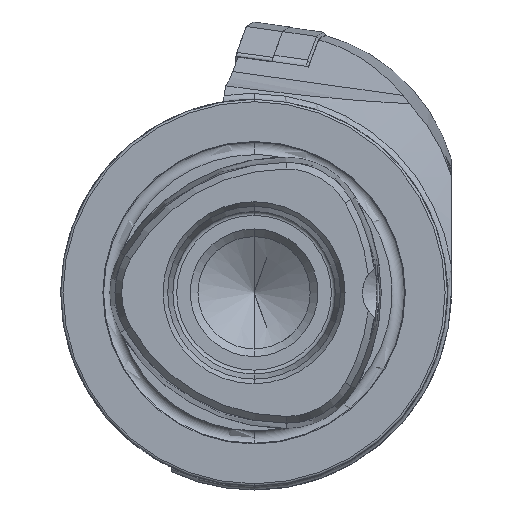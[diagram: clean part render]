
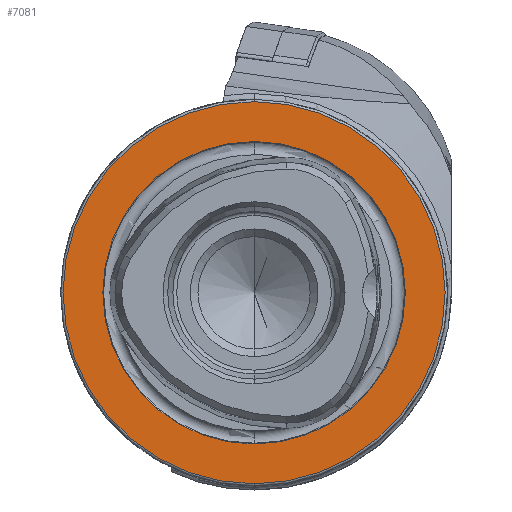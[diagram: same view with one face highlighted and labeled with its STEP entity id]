
A CAD part, left-side view. The second image highlights one B-rep face of the part: STEP entity #7081.
In plain terms, the highlighted planar face has unit normal (-1, 0, 0).
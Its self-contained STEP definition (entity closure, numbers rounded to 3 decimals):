
#104 = VERTEX_POINT ( 'NONE', #2515 ) ;
#265 = ORIENTED_EDGE ( 'NONE', *, *, #4956, .F. ) ;
#479 = VERTEX_POINT ( 'NONE', #7556 ) ;
#1010 = CIRCLE ( 'NONE', #6389, 19.55 ) ;
#1962 = CIRCLE ( 'NONE', #9869, 24.7 ) ;
#2249 = DIRECTION ( 'NONE',  ( 0., 0., -1. ) ) ;
#2492 = CIRCLE ( 'NONE', #9848, 19.55 ) ;
#2515 = CARTESIAN_POINT ( 'NONE',  ( 0., 0., -24.7 ) ) ;
#2525 = ORIENTED_EDGE ( 'NONE', *, *, #3394, .T. ) ;
#2901 = ORIENTED_EDGE ( 'NONE', *, *, #8132, .T. ) ;
#2983 = CARTESIAN_POINT ( 'NONE',  ( 0., 0., 0. ) ) ;
#3394 = EDGE_CURVE ( 'NONE', #104, #479, #1962, .T. ) ;
#3448 = CARTESIAN_POINT ( 'NONE',  ( 0., 0., -19.55 ) ) ;
#3490 = DIRECTION ( 'NONE',  ( 0., 0., 1. ) ) ;
#4956 = EDGE_CURVE ( 'NONE', #11075, #6609, #1010, .T. ) ;
#5616 = FACE_BOUND ( 'NONE', #10812, .T. ) ;
#5864 = DIRECTION ( 'NONE',  ( 0., 0., 1. ) ) ;
#5897 = FACE_OUTER_BOUND ( 'NONE', #10284, .T. ) ;
#6031 = PLANE ( 'NONE',  #7577 ) ;
#6389 = AXIS2_PLACEMENT_3D ( 'NONE', #6469, #11200, #10312 ) ;
#6469 = CARTESIAN_POINT ( 'NONE',  ( 0., 0., 0. ) ) ;
#6609 = VERTEX_POINT ( 'NONE', #3448 ) ;
#6891 = CARTESIAN_POINT ( 'NONE',  ( 0., 19.55, 0. ) ) ;
#7081 = ADVANCED_FACE ( 'NONE', ( #5616, #5897 ), #6031, .F. ) ;
#7410 = CARTESIAN_POINT ( 'NONE',  ( 0., 0., 19.55 ) ) ;
#7479 = CIRCLE ( 'NONE', #11631, 24.7 ) ;
#7556 = CARTESIAN_POINT ( 'NONE',  ( 0., 0., 24.7 ) ) ;
#7577 = AXIS2_PLACEMENT_3D ( 'NONE', #6891, #7815, #2249 ) ;
#7815 = DIRECTION ( 'NONE',  ( 1., 0., 0. ) ) ;
#8075 = DIRECTION ( 'NONE',  ( -1., 0., 0. ) ) ;
#8132 = EDGE_CURVE ( 'NONE', #479, #104, #7479, .T. ) ;
#8195 = DIRECTION ( 'NONE',  ( -1., 0., 0. ) ) ;
#9118 = CARTESIAN_POINT ( 'NONE',  ( 0., 0., 0. ) ) ;
#9459 = DIRECTION ( 'NONE',  ( -1., 0., 0. ) ) ;
#9848 = AXIS2_PLACEMENT_3D ( 'NONE', #2983, #9459, #5864 ) ;
#9869 = AXIS2_PLACEMENT_3D ( 'NONE', #9118, #8195, #10883 ) ;
#10175 = EDGE_CURVE ( 'NONE', #6609, #11075, #2492, .T. ) ;
#10284 = EDGE_LOOP ( 'NONE', ( #2901, #2525 ) ) ;
#10312 = DIRECTION ( 'NONE',  ( 0., 0., 1. ) ) ;
#10812 = EDGE_LOOP ( 'NONE', ( #265, #12036 ) ) ;
#10883 = DIRECTION ( 'NONE',  ( 0., 0., 1. ) ) ;
#11075 = VERTEX_POINT ( 'NONE', #7410 ) ;
#11200 = DIRECTION ( 'NONE',  ( -1., 0., 0. ) ) ;
#11631 = AXIS2_PLACEMENT_3D ( 'NONE', #11895, #8075, #3490 ) ;
#11895 = CARTESIAN_POINT ( 'NONE',  ( 0., 0., 0. ) ) ;
#12036 = ORIENTED_EDGE ( 'NONE', *, *, #10175, .F. ) ;
